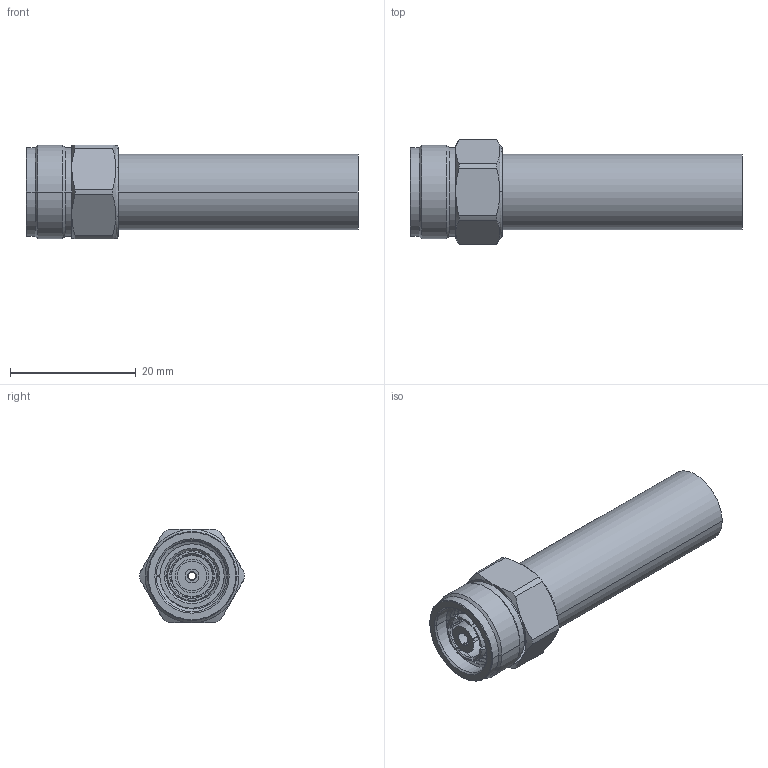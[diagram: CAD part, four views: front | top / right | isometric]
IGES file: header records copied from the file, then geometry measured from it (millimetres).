
Start section:  PTC IGES file: 31-6502.igs
Global section: file name: 31-6502.igs; native system: Pro/ENGINEER by Parametric Technology Corporation; preprocessor: 2010280; author: rkarthik; organization: Unknown; date: 20120724.185718; units: millimetre
Bounding box: 52.71 x 16.65 x 14.85 mm (x, y, z)
Surface area: 4655 mm2 (no closed solid volume)
Topology: 0 solids, 0 shells, 99 faces, 457 edges, 457 vertices
Faces by surface type: revolution 72, bspline 27
